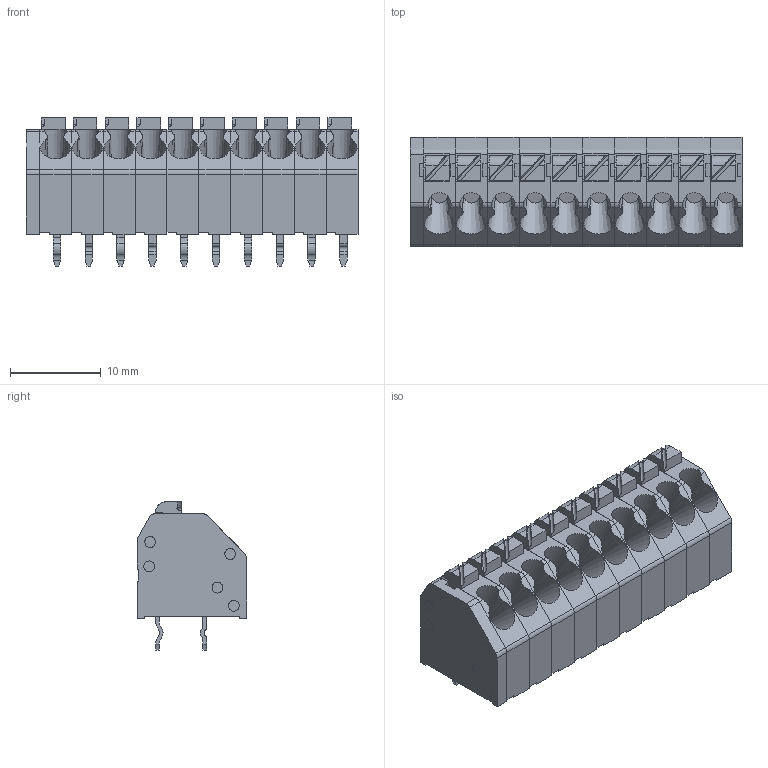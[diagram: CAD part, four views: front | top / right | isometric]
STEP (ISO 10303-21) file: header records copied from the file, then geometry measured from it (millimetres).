
FILE_DESCRIPTION(/* description */ ('Unknown'),/* implementation_level */ '2;1');
FILE_NAME(/* name */ '691412120010MB',/* time_stamp */ '2018-02-19T14:13:42+01:00',/* author */ ('Unknown'),/* organization */ ('Unknown'),/* preprocessor_version */ 'ST-DEVELOPER v16.7',/* originating_system */ 'DEX',/* authorisation */ $);
FILE_SCHEMA (('AUTOMOTIVE_DESIGN {1 0 10303 214 3 1 1}'));
Length unit declared in the file: millimetre
Products named in the file (8): 6914121200xxMB; 6914121200xx_MODULE_COURT; 6914121200xxB; 6914121200xx; 6914121200xx_levier; 6914121200xx_MODULE_LONG; 6914121200xx_LONG; 6914121200xxB_CAPOT
Assembly tree (17 placements, depth 3):
  6914121200xxMB
    6914121200xx_MODULE_COURT  x5
      6914121200xxB
      6914121200xx
      6914121200xx_levier
    6914121200xx_MODULE_LONG  x5
      6914121200xxB
      6914121200xx_LONG
      6914121200xx_levier
    6914121200xxB_CAPOT
Bounding box: 36.5 x 12 x 16.3 mm (x, y, z)
Volume: 3237.6 mm3; surface area: 8670.2 mm2
Topology: 31 solids, 31 shells, 1483 faces, 3915 edges, 2605 vertices
Faces by surface type: plane 1085, cylinder 338, bspline 40, cone 20
Full cylindrical faces by diameter (mm): 1.2 x105
Entity records: 6731 total; most frequent: CARTESIAN_POINT 1295, ORIENTED_EDGE 1070, DIRECTION 1063, EDGE_CURVE 535, LINE 405, VECTOR 405, VERTEX_POINT 363, AXIS2_PLACEMENT_3D 329
